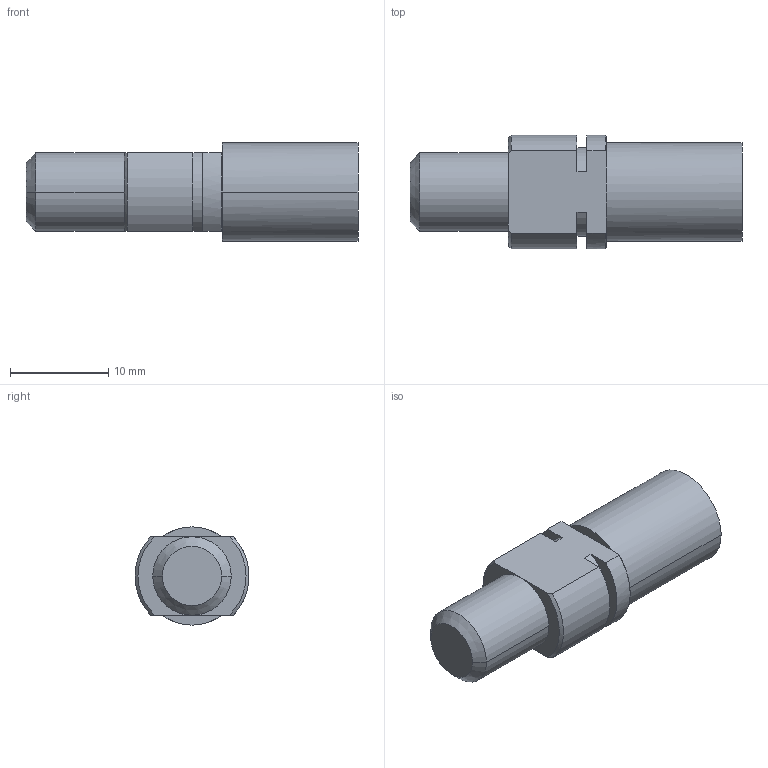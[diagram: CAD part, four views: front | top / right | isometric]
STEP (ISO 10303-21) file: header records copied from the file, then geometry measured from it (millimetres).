
FILE_DESCRIPTION (( 'STEP AP203' ), '1' );
FILE_NAME ('ETY-DR-0012_Default_sldprt.STEP', '2021-04-17T06:21:42', ( '' ), ( '' ), 'SwSTEP 2.0', 'SolidWorks 2013', '' );
FILE_SCHEMA (( 'CONFIG_CONTROL_DESIGN' ));
Length unit declared in the file: millimetre
Products named in the file (1): ETY-DR-0012_Default_sldprt
Bounding box: 33.8 x 11.6 x 10 mm (x, y, z)
Volume: 2120.9 mm3; surface area: 1451.6 mm2
Topology: 1 solids, 1 shells, 40 faces, 106 edges, 67 vertices
Faces by surface type: cylinder 15, plane 14, cone 11
Entity records: 1327 total; most frequent: CARTESIAN_POINT 236, DIRECTION 228, ORIENTED_EDGE 208, EDGE_CURVE 104, AXIS2_PLACEMENT_3D 91, VERTEX_POINT 67, CIRCLE 50, LINE 46
